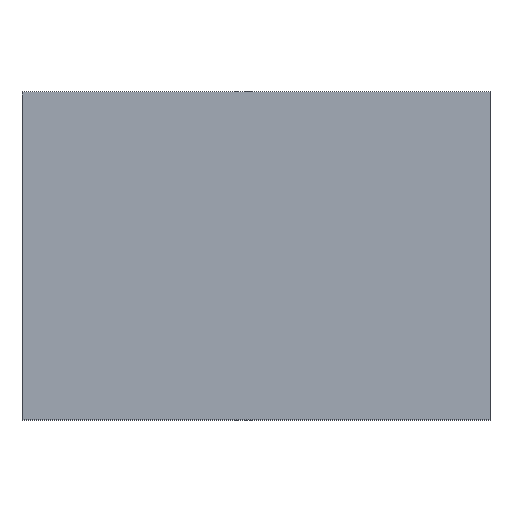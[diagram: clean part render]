
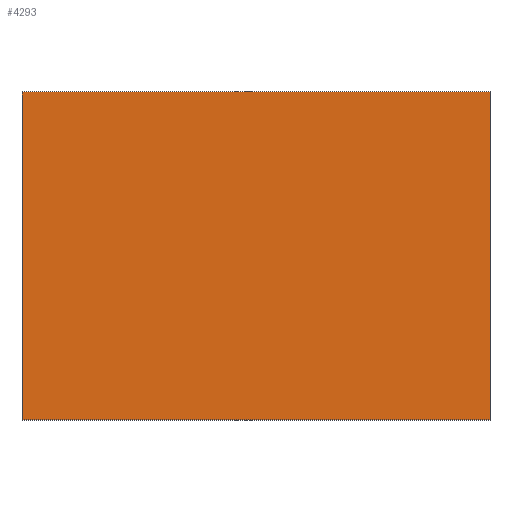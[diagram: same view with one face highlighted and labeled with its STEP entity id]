
A CAD part, top view. The second image highlights one B-rep face of the part: STEP entity #4293.
In plain terms, the highlighted planar face has unit normal (0, 0, 1).
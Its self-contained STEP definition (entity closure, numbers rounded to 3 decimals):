
#68=DIRECTION('',(-1.,0.,0.));
#69=VECTOR('',#68,50.);
#70=CARTESIAN_POINT('',(25.,17.,12.5));
#71=LINE('',#70,#69);
#112=DIRECTION('',(0.,-1.,0.));
#113=VECTOR('',#112,35.);
#114=CARTESIAN_POINT('',(25.,17.,12.5));
#115=LINE('',#114,#113);
#116=DIRECTION('',(-1.,0.,0.));
#117=VECTOR('',#116,50.);
#118=CARTESIAN_POINT('',(25.,-18.,12.5));
#119=LINE('',#118,#117);
#120=DIRECTION('',(0.,1.,0.));
#121=VECTOR('',#120,35.);
#122=CARTESIAN_POINT('',(-25.,-18.,12.5));
#123=LINE('',#122,#121);
#3267=CARTESIAN_POINT('',(-25.,17.,12.5));
#3269=VERTEX_POINT('',#3267);
#3273=CARTESIAN_POINT('',(25.,17.,12.5));
#3274=VERTEX_POINT('',#3273);
#3355=CARTESIAN_POINT('',(-25.,-18.,12.5));
#3357=VERTEX_POINT('',#3355);
#3359=CARTESIAN_POINT('',(25.,-18.,12.5));
#3360=VERTEX_POINT('',#3359);
#4280=CARTESIAN_POINT('',(-25.,-17.,12.5));
#4281=DIRECTION('',(0.,0.,1.));
#4282=DIRECTION('',(1.,0.,0.));
#4283=AXIS2_PLACEMENT_3D('',#4280,#4281,#4282);
#4284=PLANE('',#4283);
#4286=ORIENTED_EDGE('',*,*,#4285,.T.);
#4288=ORIENTED_EDGE('',*,*,#4287,.T.);
#4289=ORIENTED_EDGE('',*,*,#4251,.T.);
#4290=ORIENTED_EDGE('',*,*,#4226,.F.);
#4291=EDGE_LOOP('',(#4286,#4288,#4289,#4290));
#4292=FACE_OUTER_BOUND('',#4291,.F.);
#4293=ADVANCED_FACE('',(#4292),#4284,.T.);
#4226=EDGE_CURVE('',#3274,#3269,#71,.T.);
#4251=EDGE_CURVE('',#3357,#3269,#123,.T.);
#4285=EDGE_CURVE('',#3274,#3360,#115,.T.);
#4287=EDGE_CURVE('',#3360,#3357,#119,.T.);
